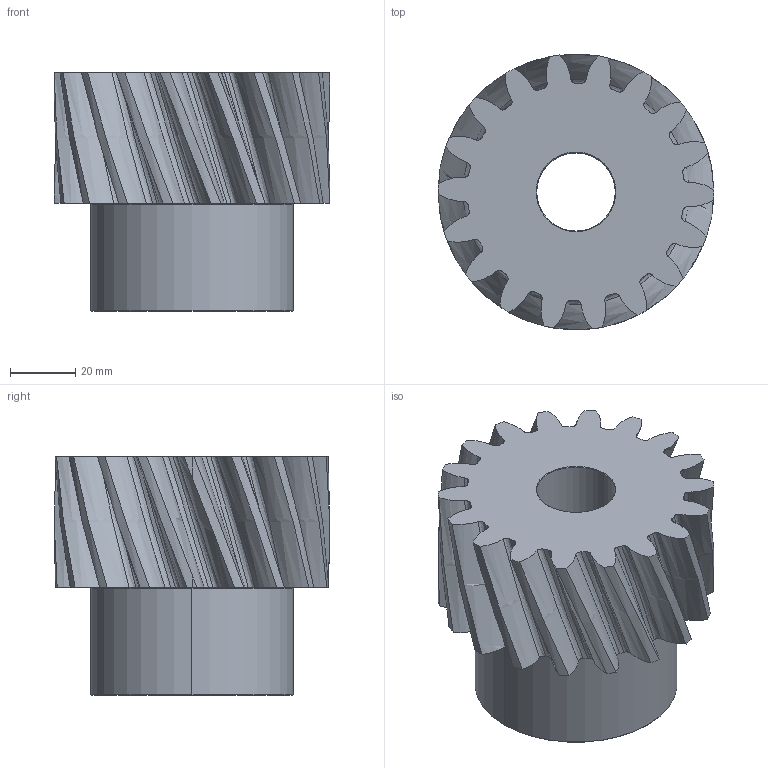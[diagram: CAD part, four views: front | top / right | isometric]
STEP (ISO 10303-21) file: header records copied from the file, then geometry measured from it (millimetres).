
FILE_DESCRIPTION(('STEP AP214'),'1');
FILE_NAME('127-040-018.stp','2017-05-12T13:06:45',('TraceParts'),('TraceParts S.A.'),'Spatial InterOp 3D',' ',' ');
FILE_SCHEMA(('automotive_design'));
Length unit declared in the file: millimetre
Products named in the file (1): 127-040-018
Bounding box: 84.39 x 84.37 x 73 mm (x, y, z)
Volume: 246588.1 mm3; surface area: 38994.4 mm2
Topology: 1 solids, 1 shells, 127 faces, 364 edges, 240 vertices
Faces by surface type: bspline 90, cylinder 26, cone 6, plane 3, torus 2
Entity records: 16145 total; most frequent: CARTESIAN_POINT 12560, ORIENTED_EDGE 728, EDGE_CURVE 364, DIRECTION 314, VERTEX_POINT 240, AXIS2_PLACEMENT_3D 150, B_SPLINE_CURVE_WITH_KNOTS 144, EDGE_LOOP 130
